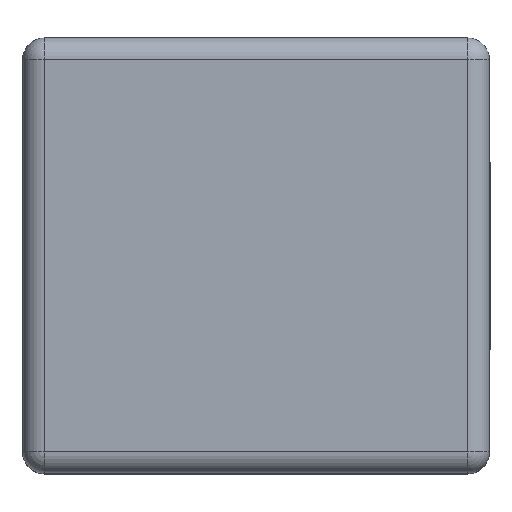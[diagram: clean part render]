
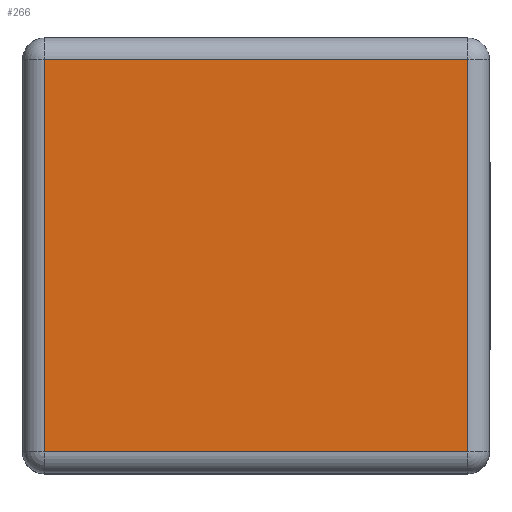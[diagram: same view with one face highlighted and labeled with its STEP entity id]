
A CAD part, top view. The second image highlights one B-rep face of the part: STEP entity #266.
In plain terms, the highlighted planar face has unit normal (0, 0, 1).
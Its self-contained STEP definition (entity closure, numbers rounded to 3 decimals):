
#13=DIRECTION('',(0.,0.,1.));
#27=VECTOR('',#28,1.);
#28=DIRECTION('',(0.,1.,0.));
#68=DIRECTION('',(1.,0.,0.));
#74=VERTEX_POINT('',#75);
#75=CARTESIAN_POINT('',(-3.4,-3.15,5.));
#84=VERTEX_POINT('',#85);
#85=CARTESIAN_POINT('',(-3.4,3.15,5.));
#91=ORIENTED_EDGE('',*,*,#92,.F.);
#92=EDGE_CURVE('',#74,#84,#93,.T.);
#93=LINE('',#75,#27);
#138=VECTOR('',#68,1.);
#266=ADVANCED_FACE('',(#267),#286,.T.);
#267=FACE_BOUND('',#268,.T.);
#268=EDGE_LOOP('',(#269,#91,#274,#281));
#269=ORIENTED_EDGE('',*,*,#270,.F.);
#270=EDGE_CURVE('',#84,#271,#273,.T.);
#271=VERTEX_POINT('',#272);
#272=CARTESIAN_POINT('',(3.4,3.15,5.));
#273=LINE('',#85,#138);
#274=ORIENTED_EDGE('',*,*,#275,.F.);
#275=EDGE_CURVE('',#276,#74,#278,.T.);
#276=VERTEX_POINT('',#277);
#277=CARTESIAN_POINT('',(3.4,-3.15,5.));
#278=LINE('',#277,#279);
#279=VECTOR('',#280,1.);
#280=DIRECTION('',(-1.,-0.,-0.));
#281=ORIENTED_EDGE('',*,*,#282,.F.);
#282=EDGE_CURVE('',#271,#276,#283,.T.);
#283=LINE('',#272,#284);
#284=VECTOR('',#285,1.);
#285=DIRECTION('',(-0.,-1.,-0.));
#286=PLANE('',#287);
#287=AXIS2_PLACEMENT_3D('',#288,#13,#68);
#288=CARTESIAN_POINT('',(-3.75,-3.5,5.));
